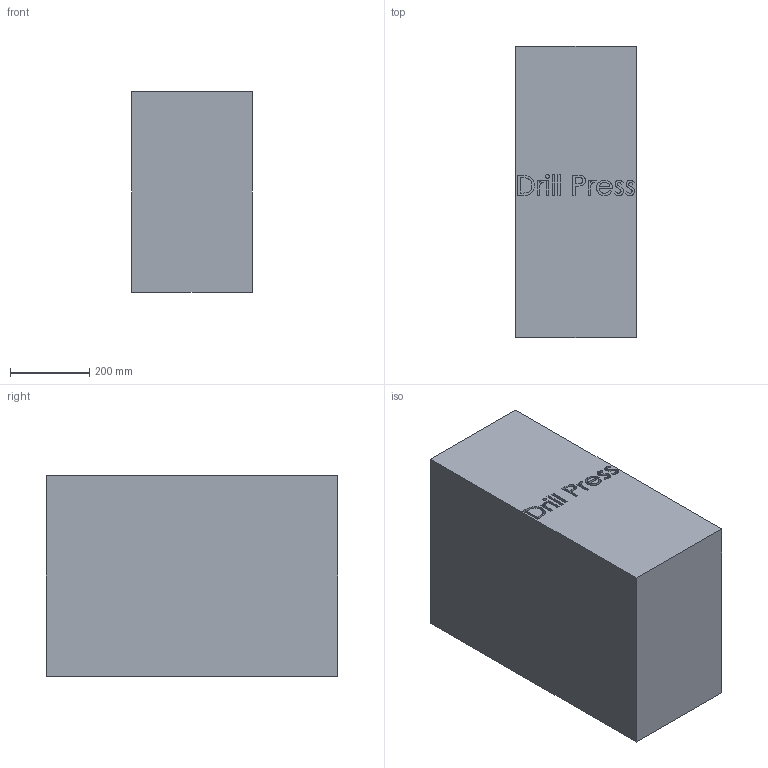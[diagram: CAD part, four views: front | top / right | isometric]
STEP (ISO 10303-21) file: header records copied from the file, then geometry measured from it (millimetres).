
FILE_DESCRIPTION (( 'STEP AP203' ), '1' );
FILE_NAME ('Drill Press Stand-In.STEP', '2025-04-01T15:51:00', ( '' ), ( '' ), 'SwSTEP 2.0', 'SolidWorks 2024', '' );
FILE_SCHEMA (( 'CONFIG_CONTROL_DESIGN' ));
Length unit declared in the file: inch
Products named in the file (1): Drill Press Stand-In
Bounding box: 304.8 x 736.6 x 508 mm (x, y, z)
Volume: 113992036.6 mm3; surface area: 1528123.4 mm2
Topology: 1 solids, 1 shells, 135 faces, 357 edges, 238 vertices
Faces by surface type: bspline 70, plane 65
Entity records: 6902 total; most frequent: CARTESIAN_POINT 3953, ORIENTED_EDGE 714, EDGE_CURVE 357, DIRECTION 349, VERTEX_POINT 238, VECTOR 217, LINE 217, EDGE_LOOP 149
